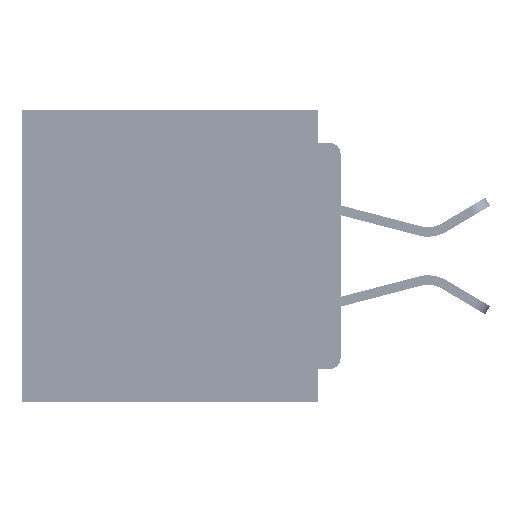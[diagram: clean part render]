
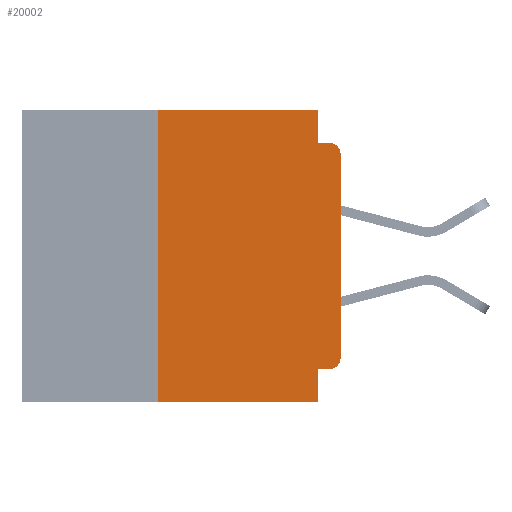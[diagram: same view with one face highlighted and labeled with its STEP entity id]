
A CAD part, left-side view. The second image highlights one B-rep face of the part: STEP entity #20002.
In plain terms, the highlighted planar face has unit normal (-1, 0, 0).
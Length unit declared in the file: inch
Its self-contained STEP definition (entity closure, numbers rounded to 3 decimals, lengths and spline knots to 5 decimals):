
#344 = EDGE_CURVE ( 'NONE', #22580, #18682, #20800, .T. ) ;
#1591 = CARTESIAN_POINT ( 'NONE',  ( 0., 0.031, -0.045 ) ) ;
#1743 = LINE ( 'NONE', #48575, #50647 ) ;
#2406 = ORIENTED_EDGE ( 'NONE', *, *, #49301, .F. ) ;
#2859 = DIRECTION ( 'NONE',  ( 0., 0., -1. ) ) ;
#3075 = CARTESIAN_POINT ( 'NONE',  ( 0., 0.25, 0. ) ) ;
#4265 = EDGE_CURVE ( 'NONE', #41363, #24214, #28110, .T. ) ;
#4327 = AXIS2_PLACEMENT_3D ( 'NONE', #11739, #23774, #51292 ) ;
#5685 = LINE ( 'NONE', #38166, #24387 ) ;
#8042 = DIRECTION ( 'NONE',  ( 0., -1., 0. ) ) ;
#8818 = VECTOR ( 'NONE', #8042, 39.37008 ) ;
#8906 = EDGE_CURVE ( 'NONE', #41363, #24983, #27678, .T. ) ;
#9290 = ORIENTED_EDGE ( 'NONE', *, *, #41664, .F. ) ;
#10567 = DIRECTION ( 'NONE',  ( 0., 0., -1. ) ) ;
#11074 = DIRECTION ( 'NONE',  ( 0., 0., -1. ) ) ;
#11739 = CARTESIAN_POINT ( 'NONE',  ( 0., 0.437, 0. ) ) ;
#13279 = EDGE_CURVE ( 'NONE', #44741, #34964, #5685, .T. ) ;
#13631 = CARTESIAN_POINT ( 'NONE',  ( 0., 0.25, -0.4 ) ) ;
#14592 = CARTESIAN_POINT ( 'NONE',  ( 0., 0.031, -0.4 ) ) ;
#17942 = ORIENTED_EDGE ( 'NONE', *, *, #47944, .T. ) ;
#18682 = VERTEX_POINT ( 'NONE', #22820 ) ;
#19067 = AXIS2_PLACEMENT_3D ( 'NONE', #50245, #26694, #2859 ) ;
#20002 = ADVANCED_FACE ( 'NONE', ( #36148 ), #51127, .F. ) ;
#20553 = ORIENTED_EDGE ( 'NONE', *, *, #344, .T. ) ;
#20765 = ORIENTED_EDGE ( 'NONE', *, *, #4265, .F. ) ;
#20800 = LINE ( 'NONE', #30508, #51022 ) ;
#21469 = ORIENTED_EDGE ( 'NONE', *, *, #8906, .T. ) ;
#21479 = LINE ( 'NONE', #50456, #42471 ) ;
#21624 = CARTESIAN_POINT ( 'NONE',  ( 0., 0.015, -0.34 ) ) ;
#22580 = VERTEX_POINT ( 'NONE', #13631 ) ;
#22820 = CARTESIAN_POINT ( 'NONE',  ( 0., 0.031, -0.4 ) ) ;
#23774 = DIRECTION ( 'NONE',  ( 1., 0., 0. ) ) ;
#23885 = CARTESIAN_POINT ( 'NONE',  ( 0., 0., -0.34 ) ) ;
#23886 = VERTEX_POINT ( 'NONE', #39858 ) ;
#24214 = VERTEX_POINT ( 'NONE', #41855 ) ;
#24387 = VECTOR ( 'NONE', #42109, 39.37008 ) ;
#24983 = VERTEX_POINT ( 'NONE', #23885 ) ;
#25643 = DIRECTION ( 'NONE',  ( 0., 0., -1. ) ) ;
#26142 = VECTOR ( 'NONE', #10567, 39.37008 ) ;
#26566 = AXIS2_PLACEMENT_3D ( 'NONE', #21624, #49193, #25643 ) ;
#26689 = ORIENTED_EDGE ( 'NONE', *, *, #35479, .F. ) ;
#26694 = DIRECTION ( 'NONE',  ( -1., 0., 0. ) ) ;
#27678 = CIRCLE ( 'NONE', #26566, 0.015 ) ;
#28110 = LINE ( 'NONE', #28763, #47762 ) ;
#28588 = DIRECTION ( 'NONE',  ( 0., 1., 0. ) ) ;
#28763 = CARTESIAN_POINT ( 'NONE',  ( 0., 0., -0.355 ) ) ;
#29030 = DIRECTION ( 'NONE',  ( 0., 0., 1. ) ) ;
#30137 = CIRCLE ( 'NONE', #19067, 0.015 ) ;
#30508 = CARTESIAN_POINT ( 'NONE',  ( 0., 0.437, -0.4 ) ) ;
#30816 = VERTEX_POINT ( 'NONE', #1591 ) ;
#32313 = ORIENTED_EDGE ( 'NONE', *, *, #39593, .T. ) ;
#33045 = CARTESIAN_POINT ( 'NONE',  ( 0., 0.015, -0.355 ) ) ;
#33928 = EDGE_LOOP ( 'NONE', ( #17942, #32313, #26689, #9290, #39660, #2406, #20553, #47864, #20765, #21469 ) ) ;
#34964 = VERTEX_POINT ( 'NONE', #50719 ) ;
#35479 = EDGE_CURVE ( 'NONE', #30816, #23886, #40446, .T. ) ;
#35638 = CARTESIAN_POINT ( 'NONE',  ( 0., 0., -0.045 ) ) ;
#36148 = FACE_OUTER_BOUND ( 'NONE', #33928, .T. ) ;
#36389 = EDGE_CURVE ( 'NONE', #24214, #18682, #48292, .T. ) ;
#37604 = LINE ( 'NONE', #46042, #48029 ) ;
#38166 = CARTESIAN_POINT ( 'NONE',  ( 0., 0.437, 0. ) ) ;
#39593 = EDGE_CURVE ( 'NONE', #42948, #23886, #30137, .T. ) ;
#39660 = ORIENTED_EDGE ( 'NONE', *, *, #13279, .F. ) ;
#39858 = CARTESIAN_POINT ( 'NONE',  ( 0., 0.015, -0.045 ) ) ;
#40446 = LINE ( 'NONE', #35638, #8818 ) ;
#41363 = VERTEX_POINT ( 'NONE', #33045 ) ;
#41664 = EDGE_CURVE ( 'NONE', #34964, #30816, #21479, .T. ) ;
#41855 = CARTESIAN_POINT ( 'NONE',  ( 0., 0.031, -0.355 ) ) ;
#42109 = DIRECTION ( 'NONE',  ( 0., -1., 0. ) ) ;
#42471 = VECTOR ( 'NONE', #11074, 39.37008 ) ;
#42948 = VERTEX_POINT ( 'NONE', #51049 ) ;
#44741 = VERTEX_POINT ( 'NONE', #3075 ) ;
#45685 = DIRECTION ( 'NONE',  ( 0., -1., 0. ) ) ;
#46042 = CARTESIAN_POINT ( 'NONE',  ( 0., 0.25, -0.4 ) ) ;
#47762 = VECTOR ( 'NONE', #28588, 39.37008 ) ;
#47864 = ORIENTED_EDGE ( 'NONE', *, *, #36389, .F. ) ;
#47944 = EDGE_CURVE ( 'NONE', #24983, #42948, #1743, .T. ) ;
#48029 = VECTOR ( 'NONE', #49987, 39.37008 ) ;
#48292 = LINE ( 'NONE', #14592, #26142 ) ;
#48575 = CARTESIAN_POINT ( 'NONE',  ( 0., 0., 0. ) ) ;
#49193 = DIRECTION ( 'NONE',  ( -1., 0., 0. ) ) ;
#49301 = EDGE_CURVE ( 'NONE', #22580, #44741, #37604, .T. ) ;
#49987 = DIRECTION ( 'NONE',  ( 0., 0., 1. ) ) ;
#50245 = CARTESIAN_POINT ( 'NONE',  ( 0., 0.015, -0.06 ) ) ;
#50456 = CARTESIAN_POINT ( 'NONE',  ( 0., 0.031, 0. ) ) ;
#50647 = VECTOR ( 'NONE', #29030, 39.37008 ) ;
#50719 = CARTESIAN_POINT ( 'NONE',  ( 0., 0.031, 0. ) ) ;
#51022 = VECTOR ( 'NONE', #45685, 39.37008 ) ;
#51049 = CARTESIAN_POINT ( 'NONE',  ( 0., 0., -0.06 ) ) ;
#51127 = PLANE ( 'NONE',  #4327 ) ;
#51292 = DIRECTION ( 'NONE',  ( 0., 0., -1. ) ) ;
